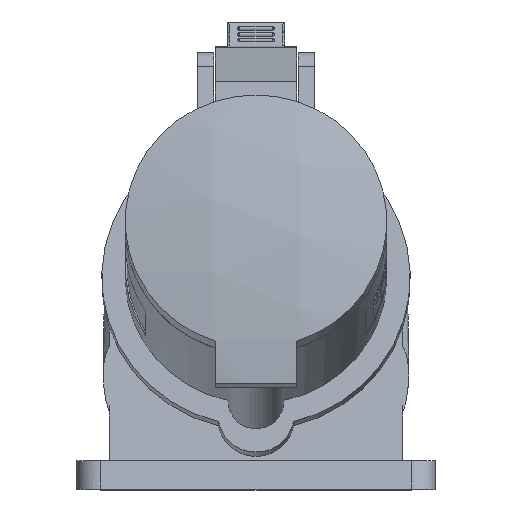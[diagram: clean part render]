
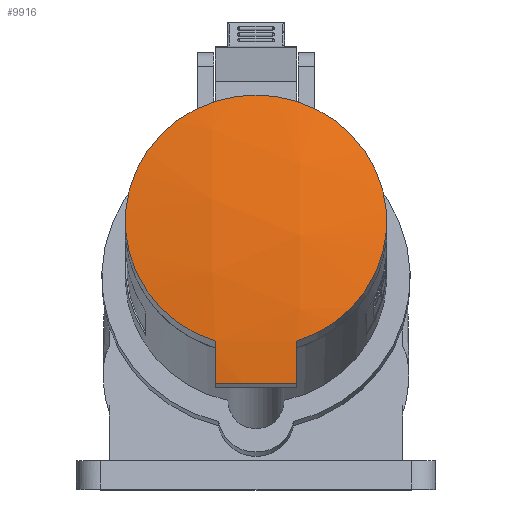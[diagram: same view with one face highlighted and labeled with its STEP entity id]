
A CAD part, top view. The second image highlights one B-rep face of the part: STEP entity #9916.
In plain terms, the highlighted spherical face has radius 150 mm.
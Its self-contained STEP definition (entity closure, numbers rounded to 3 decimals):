
#322 = DIRECTION ( 'NONE',  ( 0., -0.259, -0.966 ) ) ;
#622 = CARTESIAN_POINT ( 'NONE',  ( 27.776, -26.534, -51.962 ) ) ;
#852 = ORIENTED_EDGE ( 'NONE', *, *, #13318, .T. ) ;
#1010 = CARTESIAN_POINT ( 'NONE',  ( 17.776, 40.805, 81.699 ) ) ;
#1098 = DIRECTION ( 'NONE',  ( 0., 0.966, -0.259 ) ) ;
#1176 = DIRECTION ( 'NONE',  ( 0., 0.259, 0.966 ) ) ;
#1544 = SPHERICAL_SURFACE ( 'NONE', #7220, 150. ) ;
#1940 = CIRCLE ( 'NONE', #15025, 149.666 ) ;
#2241 = VERTEX_POINT ( 'NONE', #9390 ) ;
#2743 = EDGE_CURVE ( 'NONE', #8917, #2241, #15607, .T. ) ;
#3100 = AXIS2_PLACEMENT_3D ( 'NONE', #14878, #7032, #16175 ) ;
#3116 = CARTESIAN_POINT ( 'NONE',  ( 17.776, -26.534, -51.962 ) ) ;
#3309 = DIRECTION ( 'NONE',  ( 0., -0.966, 0.259 ) ) ;
#3390 = DIRECTION ( 'NONE',  ( 1., 0., 0. ) ) ;
#3398 = AXIS2_PLACEMENT_3D ( 'NONE', #9044, #1176, #10386 ) ;
#3408 = EDGE_CURVE ( 'NONE', #8986, #4223, #11700, .T. ) ;
#4223 = VERTEX_POINT ( 'NONE', #5765 ) ;
#4465 = DIRECTION ( 'NONE',  ( 0., -0.966, 0.259 ) ) ;
#4740 = DIRECTION ( 'NONE',  ( 0., -0.966, 0.259 ) ) ;
#4785 = AXIS2_PLACEMENT_3D ( 'NONE', #8243, #322, #9555 ) ;
#4929 = CARTESIAN_POINT ( 'NONE',  ( 37.776, -28.414, 97.692 ) ) ;
#5404 = CARTESIAN_POINT ( 'NONE',  ( 37.776, 40.805, 81.699 ) ) ;
#5765 = CARTESIAN_POINT ( 'NONE',  ( 17.776, -18.02, 97.461 ) ) ;
#5825 = CARTESIAN_POINT ( 'NONE',  ( 27.776, -65.702, -41.467 ) ) ;
#5896 = VERTEX_POINT ( 'NONE', #16597 ) ;
#7032 = DIRECTION ( 'NONE',  ( 0., 0.259, 0.966 ) ) ;
#7178 = VERTEX_POINT ( 'NONE', #5404 ) ;
#7210 = AXIS2_PLACEMENT_3D ( 'NONE', #5825, #4740, #3390 ) ;
#7220 = AXIS2_PLACEMENT_3D ( 'NONE', #622, #11151, #3309 ) ;
#7262 = CIRCLE ( 'NONE', #8161, 149.666 ) ;
#7425 = CIRCLE ( 'NONE', #4785, 32.05 ) ;
#8065 = CIRCLE ( 'NONE', #3100, 32.05 ) ;
#8161 = AXIS2_PLACEMENT_3D ( 'NONE', #16823, #8974, #1098 ) ;
#8243 = CARTESIAN_POINT ( 'NONE',  ( 27.776, 11.393, 89.58 ) ) ;
#8770 = EDGE_LOOP ( 'NONE', ( #852, #12328, #10719, #8882, #14025, #15649 ) ) ;
#8882 = ORIENTED_EDGE ( 'NONE', *, *, #16212, .F. ) ;
#8917 = VERTEX_POINT ( 'NONE', #4929 ) ;
#8974 = DIRECTION ( 'NONE',  ( 1., 0., 0. ) ) ;
#8986 = VERTEX_POINT ( 'NONE', #1010 ) ;
#9044 = CARTESIAN_POINT ( 'NONE',  ( 27.776, 11.393, 89.58 ) ) ;
#9390 = CARTESIAN_POINT ( 'NONE',  ( 17.776, -28.414, 97.692 ) ) ;
#9555 = DIRECTION ( 'NONE',  ( 1., 0., 0. ) ) ;
#9916 = ADVANCED_FACE ( 'NONE', ( #11606 ), #1544, .T. ) ;
#10386 = DIRECTION ( 'NONE',  ( -1., 0., 0. ) ) ;
#10719 = ORIENTED_EDGE ( 'NONE', *, *, #3408, .T. ) ;
#11151 = DIRECTION ( 'NONE',  ( 1., 0., 0. ) ) ;
#11606 = FACE_OUTER_BOUND ( 'NONE', #8770, .T. ) ;
#11700 = CIRCLE ( 'NONE', #3398, 32.05 ) ;
#12277 = DIRECTION ( 'NONE',  ( -1., 0., 0. ) ) ;
#12328 = ORIENTED_EDGE ( 'NONE', *, *, #14415, .F. ) ;
#12601 = EDGE_CURVE ( 'NONE', #5896, #8917, #7262, .T. ) ;
#13318 = EDGE_CURVE ( 'NONE', #5896, #7178, #8065, .T. ) ;
#14025 = ORIENTED_EDGE ( 'NONE', *, *, #2743, .F. ) ;
#14415 = EDGE_CURVE ( 'NONE', #8986, #7178, #7425, .T. ) ;
#14878 = CARTESIAN_POINT ( 'NONE',  ( 27.776, 11.393, 89.58 ) ) ;
#15025 = AXIS2_PLACEMENT_3D ( 'NONE', #3116, #12277, #4465 ) ;
#15607 = CIRCLE ( 'NONE', #7210, 144.415 ) ;
#15649 = ORIENTED_EDGE ( 'NONE', *, *, #12601, .F. ) ;
#16175 = DIRECTION ( 'NONE',  ( -1., 0., 0. ) ) ;
#16212 = EDGE_CURVE ( 'NONE', #2241, #4223, #1940, .T. ) ;
#16597 = CARTESIAN_POINT ( 'NONE',  ( 37.776, -18.02, 97.461 ) ) ;
#16823 = CARTESIAN_POINT ( 'NONE',  ( 37.776, -26.534, -51.962 ) ) ;
